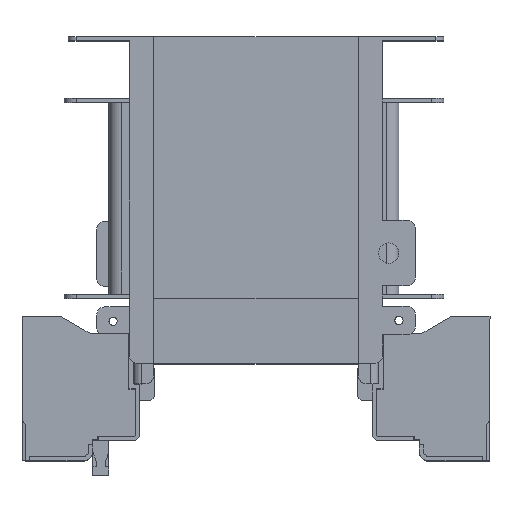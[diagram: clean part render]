
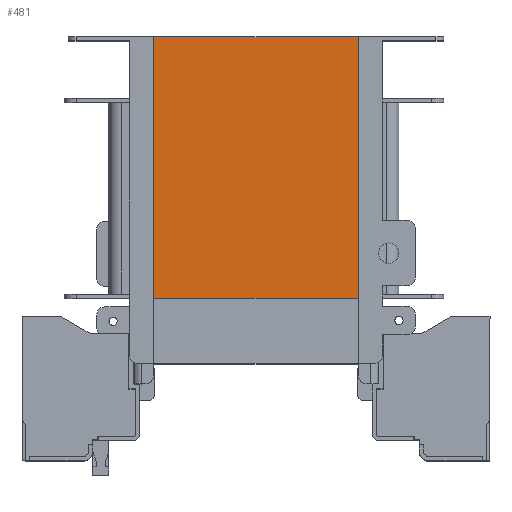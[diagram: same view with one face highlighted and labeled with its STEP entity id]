
A CAD part, top view. The second image highlights one B-rep face of the part: STEP entity #481.
In plain terms, the highlighted face is planar.
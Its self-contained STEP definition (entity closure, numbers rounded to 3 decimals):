
#481 = ADVANCED_FACE ( 'NONE', ( #24166 ), #15029, .F. ) ;
#1584 = CARTESIAN_POINT ( 'NONE',  ( 0., -64., 0. ) ) ;
#3528 = VECTOR ( 'NONE', #30064, 1000. ) ;
#3773 = CARTESIAN_POINT ( 'NONE',  ( 0., 0., 0. ) ) ;
#4793 = DIRECTION ( 'NONE',  ( 0., -1., 0. ) ) ;
#4908 = LINE ( 'NONE', #10909, #15603 ) ;
#5379 = EDGE_CURVE ( 'NONE', #21299, #6645, #25508, .T. ) ;
#6645 = VERTEX_POINT ( 'NONE', #1584 ) ;
#7427 = ORIENTED_EDGE ( 'NONE', *, *, #31096, .F. ) ;
#8437 = LINE ( 'NONE', #10838, #16116 ) ;
#8639 = CARTESIAN_POINT ( 'NONE',  ( 0., 0., 50. ) ) ;
#9292 = EDGE_CURVE ( 'NONE', #30714, #21299, #4908, .T. ) ;
#10838 = CARTESIAN_POINT ( 'NONE',  ( 0., 0., 50. ) ) ;
#10909 = CARTESIAN_POINT ( 'NONE',  ( 0., 0., 50. ) ) ;
#11396 = CARTESIAN_POINT ( 'NONE',  ( 0., -64., 50. ) ) ;
#12433 = DIRECTION ( 'NONE',  ( 1., 0., 0. ) ) ;
#12975 = AXIS2_PLACEMENT_3D ( 'NONE', #15220, #12433, #14829 ) ;
#14829 = DIRECTION ( 'NONE',  ( 0., 1., 0. ) ) ;
#15029 = PLANE ( 'NONE',  #12975 ) ;
#15220 = CARTESIAN_POINT ( 'NONE',  ( 0., 0., 50. ) ) ;
#15603 = VECTOR ( 'NONE', #23824, 1000. ) ;
#15982 = ORIENTED_EDGE ( 'NONE', *, *, #26117, .F. ) ;
#16116 = VECTOR ( 'NONE', #17400, 1000. ) ;
#17400 = DIRECTION ( 'NONE',  ( 0., -1., 0. ) ) ;
#17947 = LINE ( 'NONE', #11396, #3528 ) ;
#19741 = CARTESIAN_POINT ( 'NONE',  ( 0., 0., 0. ) ) ;
#21299 = VERTEX_POINT ( 'NONE', #3773 ) ;
#22338 = ORIENTED_EDGE ( 'NONE', *, *, #9292, .T. ) ;
#23476 = VERTEX_POINT ( 'NONE', #30518 ) ;
#23824 = DIRECTION ( 'NONE',  ( 0., 0., -1. ) ) ;
#24166 = FACE_OUTER_BOUND ( 'NONE', #27745, .T. ) ;
#25508 = LINE ( 'NONE', #19741, #34699 ) ;
#26117 = EDGE_CURVE ( 'NONE', #30714, #23476, #8437, .T. ) ;
#27745 = EDGE_LOOP ( 'NONE', ( #29563, #7427, #15982, #22338 ) ) ;
#29563 = ORIENTED_EDGE ( 'NONE', *, *, #5379, .T. ) ;
#30064 = DIRECTION ( 'NONE',  ( 0., 0., -1. ) ) ;
#30518 = CARTESIAN_POINT ( 'NONE',  ( 0., -64., 50. ) ) ;
#30714 = VERTEX_POINT ( 'NONE', #8639 ) ;
#31096 = EDGE_CURVE ( 'NONE', #23476, #6645, #17947, .T. ) ;
#34699 = VECTOR ( 'NONE', #4793, 1000. ) ;
